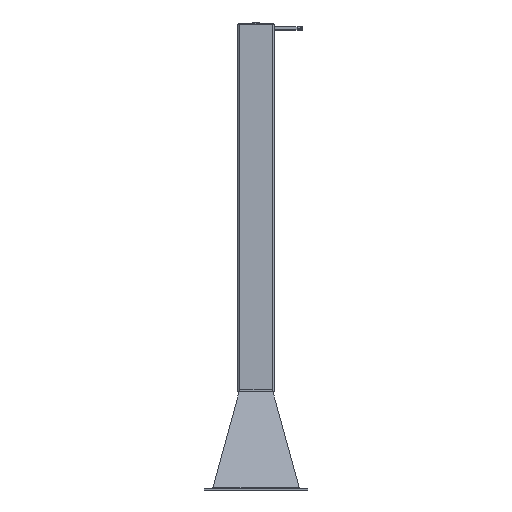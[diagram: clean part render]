
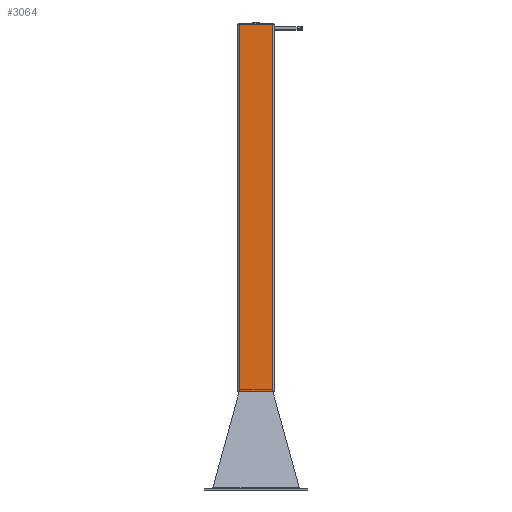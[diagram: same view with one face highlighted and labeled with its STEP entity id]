
A CAD part, left-side view. The second image highlights one B-rep face of the part: STEP entity #3064.
In plain terms, the highlighted planar face has unit normal (-1, 0, 0).
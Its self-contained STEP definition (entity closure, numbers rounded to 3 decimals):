
#3064=ADVANCED_FACE('',(#5420),#5421,.F.);
#5420=FACE_OUTER_BOUND('',#13495,.T.);
#5421=PLANE('',#13496);
#13495=EDGE_LOOP('',(#17926,#17927,#17928,#17929));
#13496=AXIS2_PLACEMENT_3D('',#17930,#17931,#17932);
#17926=ORIENTED_EDGE('',*,*,#19757,.F.);
#17927=ORIENTED_EDGE('',*,*,#19768,.T.);
#17928=ORIENTED_EDGE('',*,*,#19769,.T.);
#17929=ORIENTED_EDGE('',*,*,#19770,.T.);
#17930=CARTESIAN_POINT('',(-150.389,19.29,27.778));
#17931=DIRECTION('',(1.0,0.0,0.0));
#17932=DIRECTION('',(0.0,0.0,-1.0));
#19757=EDGE_CURVE('',#22169,#22171,#22172,.T.);
#19768=EDGE_CURVE('',#22169,#22189,#22190,.T.);
#19769=EDGE_CURVE('',#22189,#22191,#22192,.T.);
#19770=EDGE_CURVE('',#22191,#22171,#22193,.F.);
#22169=VERTEX_POINT('',#28541);
#22171=VERTEX_POINT('',#28543);
#22172=LINE('',#28544,#28545);
#22189=VERTEX_POINT('',#28567);
#22190=LINE('',#28568,#28569);
#22191=VERTEX_POINT('',#28570);
#22192=LINE('',#28571,#28572);
#22193=LINE('',#28573,#28574);
#28541=CARTESIAN_POINT('',(-150.389,4.29,27.778));
#28543=CARTESIAN_POINT('',(-150.389,-265.546,27.778));
#28544=CARTESIAN_POINT('',(-150.389,19.29,27.778));
#28545=VECTOR('',#30112,1.0);
#28567=CARTESIAN_POINT('',(-150.389,4.29,-2972.222));
#28568=CARTESIAN_POINT('',(-150.389,4.29,27.778));
#28569=VECTOR('',#30127,1.0);
#28570=CARTESIAN_POINT('',(-150.389,-265.546,-2972.222));
#28571=CARTESIAN_POINT('',(-150.389,19.29,-2972.222));
#28572=VECTOR('',#30128,1.0);
#28573=CARTESIAN_POINT('',(-150.389,-265.546,27.778));
#28574=VECTOR('',#30129,1.0);
#30112=DIRECTION('',(0.0,-1.0,0.0));
#30127=DIRECTION('',(0.0,0.0,-1.0));
#30128=DIRECTION('',(0.0,-1.0,0.0));
#30129=DIRECTION('',(0.0,0.0,-1.0));
